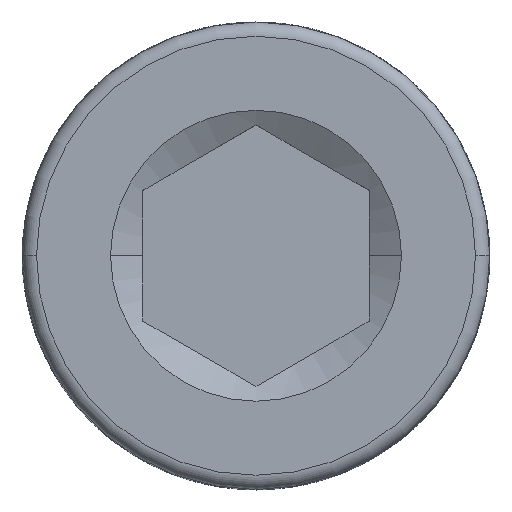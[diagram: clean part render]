
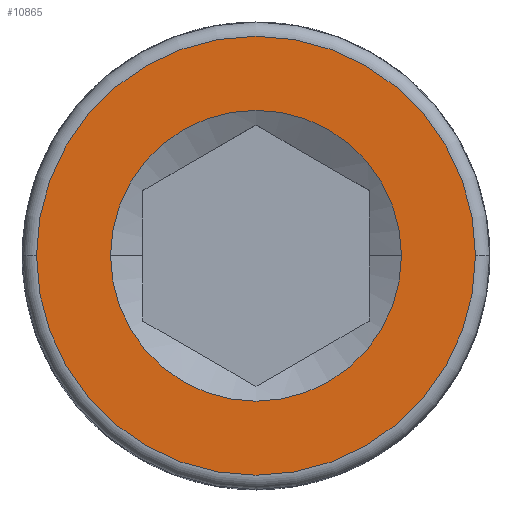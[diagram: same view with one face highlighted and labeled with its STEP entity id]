
A CAD part, top view. The second image highlights one B-rep face of the part: STEP entity #10865.
In plain terms, the highlighted planar face has unit normal (0, 0, 1).
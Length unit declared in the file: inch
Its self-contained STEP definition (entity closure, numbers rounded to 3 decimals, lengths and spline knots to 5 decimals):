
#157 = PLANE ( 'NONE',  #3351 ) ;
#176 = DIRECTION ( 'NONE',  ( 1., 0., 0. ) ) ;
#215 = ORIENTED_EDGE ( 'NONE', *, *, #1811, .F. ) ;
#288 = EDGE_CURVE ( 'NONE', #6236, #6910, #10423, .T. ) ;
#334 = CARTESIAN_POINT ( 'NONE',  ( 0., 0., 0.2565 ) ) ;
#397 = VERTEX_POINT ( 'NONE', #10205 ) ;
#1737 = CIRCLE ( 'NONE', #9425, 0.07031 ) ;
#1746 = DIRECTION ( 'NONE',  ( 0., 0., 1. ) ) ;
#1811 = EDGE_CURVE ( 'NONE', #397, #6451, #1737, .T. ) ;
#1960 = FACE_OUTER_BOUND ( 'NONE', #9087, .T. ) ;
#2547 = DIRECTION ( 'NONE',  ( 0., 0., -1. ) ) ;
#2641 = CARTESIAN_POINT ( 'NONE',  ( -0.1061, 0., 0.2565 ) ) ;
#2940 = AXIS2_PLACEMENT_3D ( 'NONE', #334, #6489, #3918 ) ;
#3351 = AXIS2_PLACEMENT_3D ( 'NONE', #6300, #6580, #10103 ) ;
#3502 = DIRECTION ( 'NONE',  ( 1., 0., 0. ) ) ;
#3541 = CARTESIAN_POINT ( 'NONE',  ( 0., 0., 0.2565 ) ) ;
#3734 = CIRCLE ( 'NONE', #8861, 0.07031 ) ;
#3918 = DIRECTION ( 'NONE',  ( -1., 0., 0. ) ) ;
#4148 = CARTESIAN_POINT ( 'NONE',  ( 0.1061, 0., 0.2565 ) ) ;
#4465 = EDGE_CURVE ( 'NONE', #6451, #397, #3734, .T. ) ;
#4793 = EDGE_CURVE ( 'NONE', #6910, #6236, #5790, .T. ) ;
#5598 = ORIENTED_EDGE ( 'NONE', *, *, #4793, .F. ) ;
#5790 = CIRCLE ( 'NONE', #10243, 0.1061 ) ;
#6079 = FACE_BOUND ( 'NONE', #8337, .T. ) ;
#6236 = VERTEX_POINT ( 'NONE', #2641 ) ;
#6252 = CARTESIAN_POINT ( 'NONE',  ( 0., 0., 0.2565 ) ) ;
#6300 = CARTESIAN_POINT ( 'NONE',  ( 0., 0.1061, 0.2565 ) ) ;
#6409 = DIRECTION ( 'NONE',  ( 0., 0., 1. ) ) ;
#6451 = VERTEX_POINT ( 'NONE', #9540 ) ;
#6489 = DIRECTION ( 'NONE',  ( 0., 0., -1. ) ) ;
#6580 = DIRECTION ( 'NONE',  ( 0., 0., 1. ) ) ;
#6842 = ORIENTED_EDGE ( 'NONE', *, *, #288, .F. ) ;
#6910 = VERTEX_POINT ( 'NONE', #4148 ) ;
#8337 = EDGE_LOOP ( 'NONE', ( #8707, #215 ) ) ;
#8680 = DIRECTION ( 'NONE',  ( -1., 0., 0. ) ) ;
#8707 = ORIENTED_EDGE ( 'NONE', *, *, #4465, .F. ) ;
#8861 = AXIS2_PLACEMENT_3D ( 'NONE', #3541, #1746, #3502 ) ;
#9087 = EDGE_LOOP ( 'NONE', ( #6842, #5598 ) ) ;
#9425 = AXIS2_PLACEMENT_3D ( 'NONE', #6252, #6409, #176 ) ;
#9540 = CARTESIAN_POINT ( 'NONE',  ( 0.07031, 0., 0.2565 ) ) ;
#10103 = DIRECTION ( 'NONE',  ( 1., 0., 0. ) ) ;
#10205 = CARTESIAN_POINT ( 'NONE',  ( -0.07031, 0., 0.2565 ) ) ;
#10243 = AXIS2_PLACEMENT_3D ( 'NONE', #10445, #2547, #8680 ) ;
#10423 = CIRCLE ( 'NONE', #2940, 0.1061 ) ;
#10445 = CARTESIAN_POINT ( 'NONE',  ( 0., 0., 0.2565 ) ) ;
#10865 = ADVANCED_FACE ( 'NONE', ( #6079, #1960 ), #157, .T. ) ;
